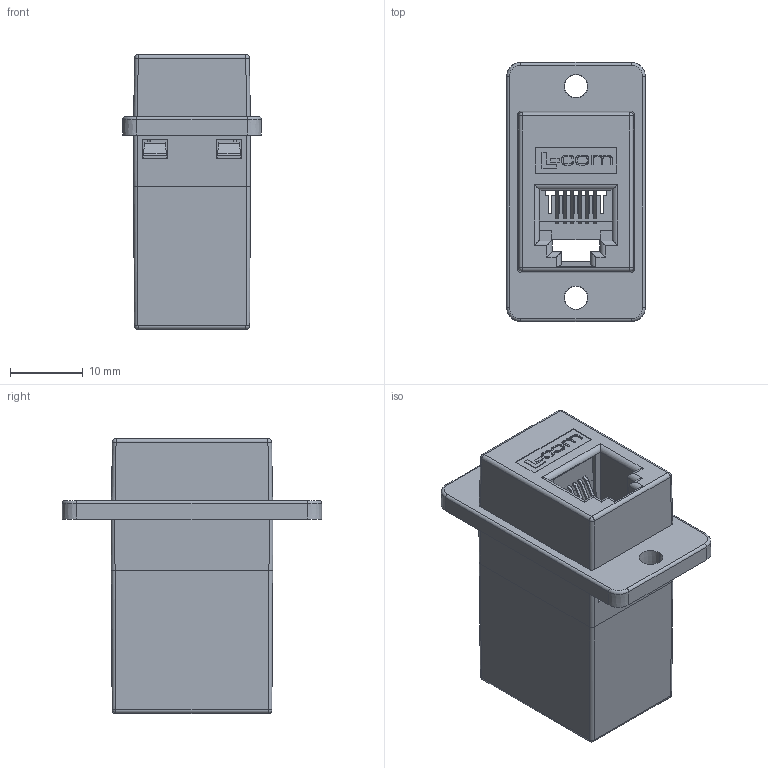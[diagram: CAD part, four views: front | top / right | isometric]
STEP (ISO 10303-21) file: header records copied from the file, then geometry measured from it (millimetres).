
FILE_DESCRIPTION (( 'STEP AP214' ), '1' );
FILE_NAME ('ECF5046S-IV.STEP', '2020-09-01T19:35:42', ( '' ), ( '' ), 'SwSTEP 2.0', 'SolidWorks 2018', '' );
FILE_SCHEMA (( 'AUTOMOTIVE_DESIGN' ));
Length unit declared in the file: millimetre
Products named in the file (9): 1AG01-350_with flange; 1AG02-002___; ECF5048SK-MA1_ECF5046C-MA1; 1AG01-051_ECF5046C-MA1; 1AG02-001___; 1BC01-113_1BC01-114-COPY DCE ROUTE; ECF5048SK-FA1_ECF5046S-FA1; 1AG01-351_no logo; ECF5046S-IV
Assembly tree (13 placements, depth 4):
  ECF5046S-IV
    1AG01-350_with flange
    1AG01-351_no logo
    ECF5048SK-FA1_ECF5046S-FA1
      ECF5048SK-MA1_ECF5046C-MA1  x2
        1AG01-051_ECF5046C-MA1
        1AG02-002___
        1AG02-001___
      1BC01-113_1BC01-114-COPY DCE ROUTE
Bounding box: 19.05 x 35.56 x 37.7 mm (x, y, z)
Volume: 6559.6 mm3; surface area: 10935.1 mm2
Topology: 33 solids, 33 shells, 1889 faces, 4927 edges, 3172 vertices
Faces by surface type: plane 1235, cylinder 310, bspline 306, sphere 22, cone 12, torus 4
Entity records: 67969 total; most frequent: CARTESIAN_POINT 26901, ORIENTED_EDGE 8770, DIRECTION 6762, EDGE_CURVE 4385, LINE 3192, VECTOR 3192, VERTEX_POINT 2866, EDGE_LOOP 1791
